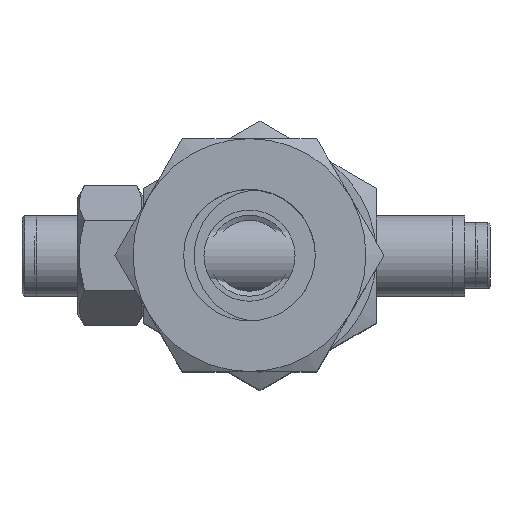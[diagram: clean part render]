
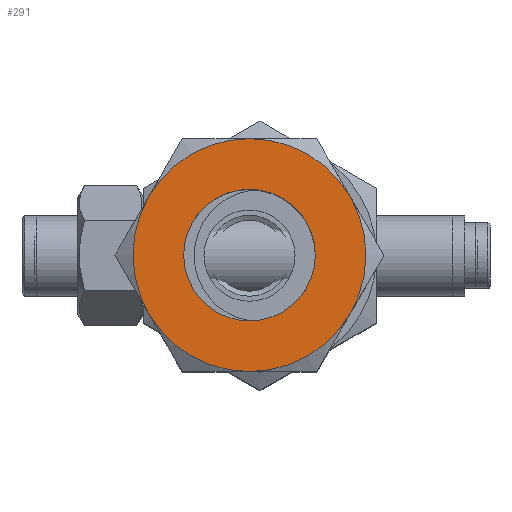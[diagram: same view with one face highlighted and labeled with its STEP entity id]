
A CAD part, top view. The second image highlights one B-rep face of the part: STEP entity #291.
In plain terms, the highlighted planar face has unit normal (0, 0, 1).
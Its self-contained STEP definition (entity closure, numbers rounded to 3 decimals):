
#291 = ADVANCED_FACE( '', ( #494, #495 ), #496, .F. );
#494 = FACE_BOUND( '', #714, .T. );
#495 = FACE_OUTER_BOUND( '', #715, .T. );
#496 = PLANE( '', #716 );
#714 = EDGE_LOOP( '', ( #1168 ) );
#715 = EDGE_LOOP( '', ( #1169, #1170, #1171, #1172, #1173, #1174 ) );
#716 = AXIS2_PLACEMENT_3D( '', #1175, #1176, #1177 );
#1168 = ORIENTED_EDGE( '', *, *, #1344, .T. );
#1169 = ORIENTED_EDGE( '', *, *, #1366, .F. );
#1170 = ORIENTED_EDGE( '', *, *, #1355, .F. );
#1171 = ORIENTED_EDGE( '', *, *, #1348, .F. );
#1172 = ORIENTED_EDGE( '', *, *, #1349, .F. );
#1173 = ORIENTED_EDGE( '', *, *, #1367, .F. );
#1174 = ORIENTED_EDGE( '', *, *, #1325, .F. );
#1175 = CARTESIAN_POINT( '', ( -13.279, 23., 80. ) );
#1176 = DIRECTION( '', ( 0., 0., -1. ) );
#1177 = DIRECTION( '', ( -1., 0., 0. ) );
#1325 = EDGE_CURVE( '', #1523, #1521, #1525, .T. );
#1344 = EDGE_CURVE( '', #1560, #1560, #1561, .T. );
#1348 = EDGE_CURVE( '', #1566, #1511, #1568, .T. );
#1349 = EDGE_CURVE( '', #1569, #1566, #1570, .T. );
#1355 = EDGE_CURVE( '', #1511, #1580, #1581, .T. );
#1366 = EDGE_CURVE( '', #1580, #1523, #1594, .T. );
#1367 = EDGE_CURVE( '', #1521, #1569, #1595, .T. );
#1511 = VERTEX_POINT( '', #1898 );
#1521 = VERTEX_POINT( '', #1937 );
#1523 = VERTEX_POINT( '', #1944 );
#1525 = CIRCLE( '', #1955, 23. );
#1560 = VERTEX_POINT( '', #2545 );
#1561 = CIRCLE( '', #2546, 13. );
#1566 = VERTEX_POINT( '', #2551 );
#1568 = CIRCLE( '', #2562, 23. );
#1569 = VERTEX_POINT( '', #2563 );
#1570 = CIRCLE( '', #2564, 23. );
#1580 = VERTEX_POINT( '', #2598 );
#1581 = CIRCLE( '', #2599, 23. );
#1594 = CIRCLE( '', #2664, 23. );
#1595 = CIRCLE( '', #2665, 23. );
#1898 = CARTESIAN_POINT( '', ( -19.919, 11.5, 80. ) );
#1937 = CARTESIAN_POINT( '', ( 19.919, -11.5, 80. ) );
#1944 = CARTESIAN_POINT( '', ( 19.919, 11.5, 80. ) );
#1955 = AXIS2_PLACEMENT_3D( '', #2811, #2812, #2813 );
#2545 = CARTESIAN_POINT( '', ( 0., -13., 80. ) );
#2546 = AXIS2_PLACEMENT_3D( '', #2826, #2827, #2828 );
#2551 = CARTESIAN_POINT( '', ( -19.919, -11.5, 80. ) );
#2562 = AXIS2_PLACEMENT_3D( '', #2835, #2836, #2837 );
#2563 = CARTESIAN_POINT( '', ( 0., -23., 80. ) );
#2564 = AXIS2_PLACEMENT_3D( '', #2838, #2839, #2840 );
#2598 = CARTESIAN_POINT( '', ( 0., 23., 80. ) );
#2599 = AXIS2_PLACEMENT_3D( '', #2844, #2845, #2846 );
#2664 = AXIS2_PLACEMENT_3D( '', #2854, #2855, #2856 );
#2665 = AXIS2_PLACEMENT_3D( '', #2857, #2858, #2859 );
#2811 = CARTESIAN_POINT( '', ( 0., 0., 80. ) );
#2812 = DIRECTION( '', ( 0., 0., -1. ) );
#2813 = DIRECTION( '', ( -1., 0., 0. ) );
#2826 = CARTESIAN_POINT( '', ( 0., 0., 80. ) );
#2827 = DIRECTION( '', ( 0., 0., -1. ) );
#2828 = DIRECTION( '', ( 0., -1., 0. ) );
#2835 = CARTESIAN_POINT( '', ( 0., 0., 80. ) );
#2836 = DIRECTION( '', ( 0., 0., -1. ) );
#2837 = DIRECTION( '', ( -1., 0., 0. ) );
#2838 = CARTESIAN_POINT( '', ( 0., 0., 80. ) );
#2839 = DIRECTION( '', ( 0., 0., -1. ) );
#2840 = DIRECTION( '', ( -1., 0., 0. ) );
#2844 = CARTESIAN_POINT( '', ( 0., 0., 80. ) );
#2845 = DIRECTION( '', ( 0., 0., -1. ) );
#2846 = DIRECTION( '', ( -1., 0., 0. ) );
#2854 = CARTESIAN_POINT( '', ( 0., 0., 80. ) );
#2855 = DIRECTION( '', ( 0., 0., -1. ) );
#2856 = DIRECTION( '', ( -1., 0., 0. ) );
#2857 = CARTESIAN_POINT( '', ( 0., 0., 80. ) );
#2858 = DIRECTION( '', ( 0., 0., -1. ) );
#2859 = DIRECTION( '', ( -1., 0., 0. ) );
